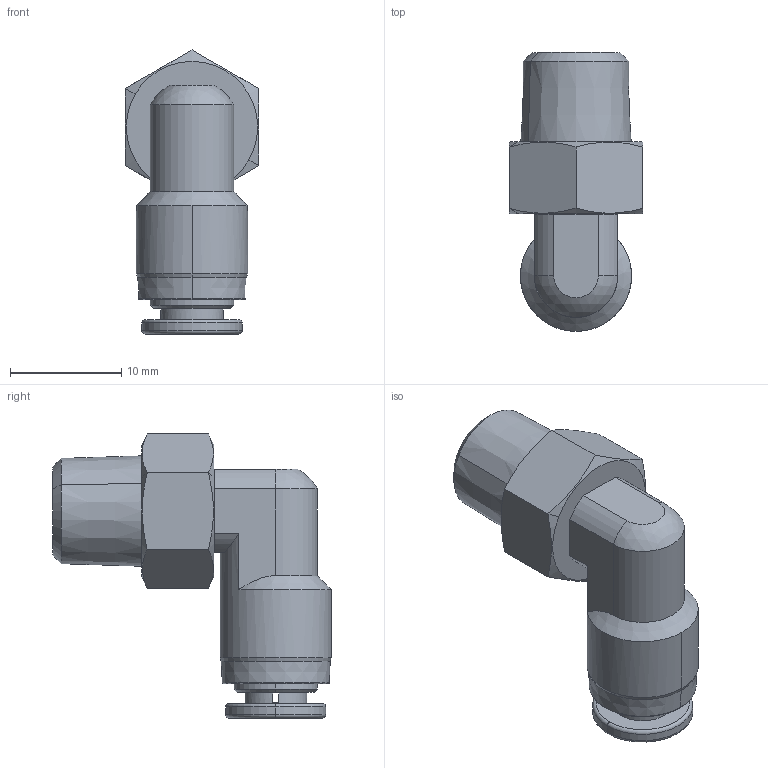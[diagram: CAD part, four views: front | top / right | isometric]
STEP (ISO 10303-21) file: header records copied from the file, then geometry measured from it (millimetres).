
FILE_DESCRIPTION (( 'STEP AP214' ), '1' );
FILE_NAME ('ME4M-18R-SS.step', '2018-03-13T19:21:18', ( '' ), ( '' ), 'SwSTEP 2.0', 'SolidWorks 2017', '' );
FILE_SCHEMA (( 'AUTOMOTIVE_DESIGN' ));
Length unit declared in the file: inch
Products named in the file (1): ME4M-18R-SS
Bounding box: 12 x 25.05 x 25.53 mm (x, y, z)
Volume: 2323.8 mm3; surface area: 2311.3 mm2
Topology: 2 solids, 2 shells, 108 faces, 256 edges, 161 vertices
Faces by surface type: plane 46, cylinder 27, cone 23, torus 10, sphere 2
Entity records: 3281 total; most frequent: CARTESIAN_POINT 669, DIRECTION 566, ORIENTED_EDGE 508, EDGE_CURVE 254, AXIS2_PLACEMENT_3D 221, VERTEX_POINT 160, EDGE_LOOP 126, VECTOR 124
